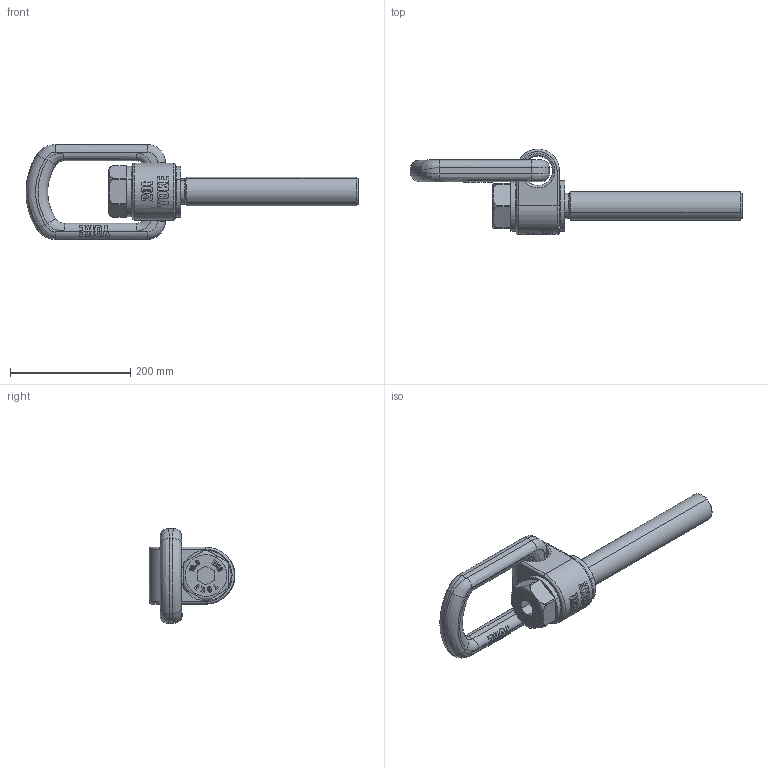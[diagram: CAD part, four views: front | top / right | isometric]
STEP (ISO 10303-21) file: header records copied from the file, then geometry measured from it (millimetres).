
FILE_DESCRIPTION(('CATIA V5 STEP Exchange'),'2;1');
FILE_NAME('8-211-200-385L.stp','2015-07-09T10:51:33+00:00',('none'),('none'),'CATIA Version 5 Release 21 GA (IN-10)','CATIA V5 STEP AP203','none');
FILE_SCHEMA(('CONFIG_CONTROL_DESIGN'));
Length unit declared in the file: millimetre
Products named in the file (1): 8-211-200
Assembly tree (4 placements, depth 2):
  8-211-200
    #58
    #413
    #14886
    #26411
Bounding box: 552.88 x 142.5 x 158 mm (x, y, z)
Volume: 2008674.6 mm3; surface area: 257912.6 mm2
Topology: 4 solids, 4 shells, 1133 faces, 3226 edges, 2132 vertices
Faces by surface type: plane 1003, cylinder 72, torus 30, bspline 16, cone 12
Entity records: 41667 total; most frequent: CARTESIAN_POINT 14262, ORIENTED_EDGE 6450, DIRECTION 4385, EDGE_CURVE 3225, VERTEX_POINT 2130, VECTOR 2050, LINE 2050, AXIS2_PLACEMENT_3D 1280
